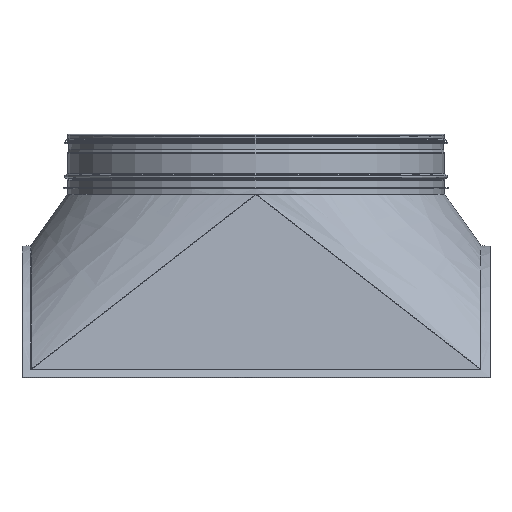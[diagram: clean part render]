
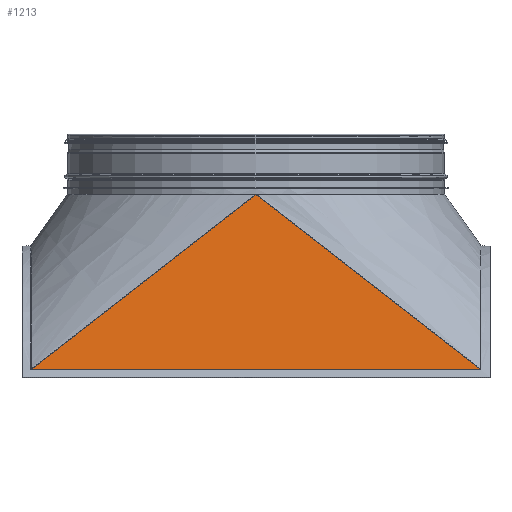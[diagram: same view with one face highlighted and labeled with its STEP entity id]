
A CAD part, front view. The second image highlights one B-rep face of the part: STEP entity #1213.
In plain terms, the highlighted planar face has unit normal (0, -0.993, 0.121).
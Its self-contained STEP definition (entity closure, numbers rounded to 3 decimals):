
#397=CARTESIAN_POINT('',(0.0,-314.35,485.0));
#398=VERTEX_POINT('',#397);
#1016=CARTESIAN_POINT('',(-375.0,-350.0,193.287));
#1017=VERTEX_POINT('',#1016);
#1053=CARTESIAN_POINT('',(375.0,-350.0,193.287));
#1054=VERTEX_POINT('',#1053);
#1062=CARTESIAN_POINT('',(-375.,-350.0,193.287));
#1063=DIRECTION('',(1.0,0.0,0.0));
#1064=VECTOR('',#1063,750.);
#1065=LINE('',#1062,#1064);
#1066=EDGE_CURVE('',#1017,#1054,#1065,.T.);
#1193=CARTESIAN_POINT('',(0.,-340.026,274.904));
#1194=DIRECTION('',(0.,0.993,-0.121));
#1195=DIRECTION('',(0.0,0.121,0.993));
#1196=AXIS2_PLACEMENT_3D('',#1193,#1194,#1195);
#1197=PLANE('',#1196);
#1198=ORIENTED_EDGE('',*,*,#1066,.T.);
#1199=CARTESIAN_POINT('',(0.0,-314.35,485.0));
#1200=DIRECTION('',(0.787,-0.075,-0.612));
#1201=VECTOR('',#1200,476.437);
#1202=LINE('',#1199,#1201);
#1203=EDGE_CURVE('',#398,#1054,#1202,.T.);
#1204=ORIENTED_EDGE('',*,*,#1203,.F.);
#1205=CARTESIAN_POINT('',(0.0,-314.35,485.0));
#1206=DIRECTION('',(-0.787,-0.075,-0.612));
#1207=VECTOR('',#1206,476.437);
#1208=LINE('',#1205,#1207);
#1209=EDGE_CURVE('',#398,#1017,#1208,.T.);
#1210=ORIENTED_EDGE('',*,*,#1209,.T.);
#1211=EDGE_LOOP('',(#1198,#1204,#1210));
#1212=FACE_OUTER_BOUND('',#1211,.T.);
#1213=ADVANCED_FACE('',(#1212),#1197,.F.);
